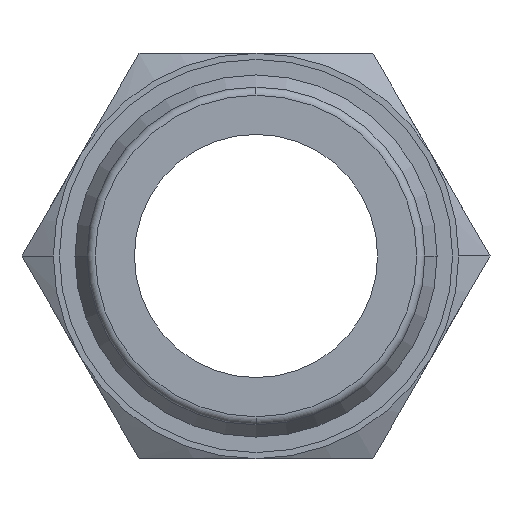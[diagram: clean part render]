
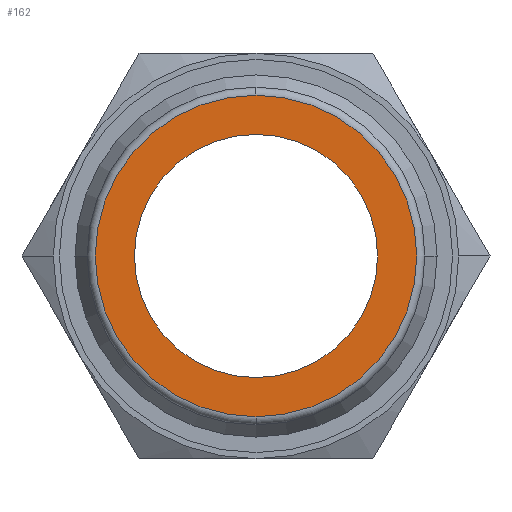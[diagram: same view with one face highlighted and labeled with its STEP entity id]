
A CAD part, front view. The second image highlights one B-rep face of the part: STEP entity #162.
In plain terms, the highlighted planar face has unit normal (0, -1, 0).
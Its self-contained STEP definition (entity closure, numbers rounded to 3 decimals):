
#162=ADVANCED_FACE('',(#333,#334),#335,.T.);
#333=FACE_BOUND('',#508,.T.);
#334=FACE_OUTER_BOUND('',#509,.T.);
#335=PLANE('',#510);
#508=EDGE_LOOP('',(#886,#887));
#509=EDGE_LOOP('',(#888,#889,#890));
#510=AXIS2_PLACEMENT_3D('',#891,#892,#893);
#886=ORIENTED_EDGE('',*,*,#1094,.T.);
#887=ORIENTED_EDGE('',*,*,#1014,.T.);
#888=ORIENTED_EDGE('',*,*,#1039,.F.);
#889=ORIENTED_EDGE('',*,*,#1038,.F.);
#890=ORIENTED_EDGE('',*,*,#1140,.F.);
#891=CARTESIAN_POINT('',(2.975,0.0,0.0));
#892=DIRECTION('',(-0.0,-1.0,-0.0));
#893=DIRECTION('',(-1.0,0.0,0.0));
#1014=EDGE_CURVE('',#1194,#1198,#1200,.T.);
#1038=EDGE_CURVE('',#1237,#1240,#1241,.T.);
#1039=EDGE_CURVE('',#1240,#1242,#1243,.T.);
#1094=EDGE_CURVE('',#1198,#1194,#1321,.T.);
#1140=EDGE_CURVE('',#1242,#1237,#1376,.T.);
#1194=VERTEX_POINT('',#1458);
#1198=VERTEX_POINT('',#1463);
#1200=CIRCLE('',#1466,4.5);
#1237=VERTEX_POINT('',#1539);
#1240=VERTEX_POINT('',#1542);
#1241=CIRCLE('',#1543,5.95);
#1242=VERTEX_POINT('',#1544);
#1243=CIRCLE('',#1545,5.95);
#1321=CIRCLE('',#1703,4.5);
#1376=CIRCLE('',#1885,5.95);
#1458=CARTESIAN_POINT('',(4.5,0.0,0.));
#1463=CARTESIAN_POINT('',(-4.5,0.0,0.));
#1466=AXIS2_PLACEMENT_3D('',#1960,#1961,#1962);
#1539=CARTESIAN_POINT('',(0.,0.0,5.95));
#1542=CARTESIAN_POINT('',(5.95,0.0,0.0));
#1543=AXIS2_PLACEMENT_3D('',#2002,#2003,#2004);
#1544=CARTESIAN_POINT('',(0.,0.0,-5.95));
#1545=AXIS2_PLACEMENT_3D('',#2005,#2006,#2007);
#1703=AXIS2_PLACEMENT_3D('',#2079,#2080,#2081);
#1885=AXIS2_PLACEMENT_3D('',#2118,#2119,#2120);
#1960=CARTESIAN_POINT('',(0.0,0.0,0.0));
#1961=DIRECTION('',(-0.0,1.0,0.0));
#1962=DIRECTION('',(1.0,0.0,0.0));
#2002=CARTESIAN_POINT('',(0.0,0.0,0.0));
#2003=DIRECTION('',(-0.0,1.0,0.0));
#2004=DIRECTION('',(1.0,0.0,0.0));
#2005=CARTESIAN_POINT('',(0.0,0.0,0.0));
#2006=DIRECTION('',(-0.0,1.0,0.0));
#2007=DIRECTION('',(1.0,0.0,0.0));
#2079=CARTESIAN_POINT('',(0.0,0.0,0.0));
#2080=DIRECTION('',(-0.0,1.0,0.0));
#2081=DIRECTION('',(1.0,0.0,0.0));
#2118=CARTESIAN_POINT('',(0.0,0.0,0.0));
#2119=DIRECTION('',(-0.0,1.0,0.0));
#2120=DIRECTION('',(1.0,0.0,0.0));
